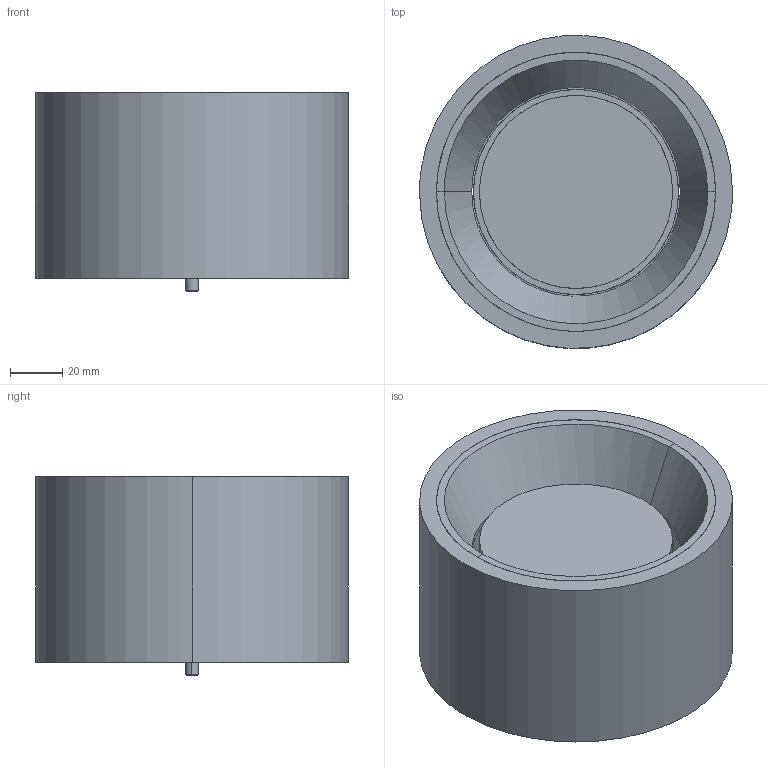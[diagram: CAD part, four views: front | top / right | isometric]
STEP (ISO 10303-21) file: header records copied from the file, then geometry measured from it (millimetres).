
FILE_DESCRIPTION(/* description */ (''),/* implementation_level */ '2;1');
FILE_NAME(/* name */ 'T077_Nasso_Rotonda',/* time_stamp */ '2023-09-19T12:30:52+02:00',/* author */ (''),/* organization */ (''),/* preprocessor_version */ 'ST-DEVELOPER v16.5',/* originating_system */ 'Rhino 7.20',/* authorisation */ '');
FILE_SCHEMA (('CONFIG_CONTROL_DESIGN'));
Length unit declared in the file: millimetre
Products named in the file (1): Document
Bounding box: 120 x 119.84 x 76 mm (x, y, z)
Volume: 536787.1 mm3; surface area: 135251.7 mm2
Topology: 21 solids, 21 shells, 330 faces, 720 edges, 464 vertices
Faces by surface type: plane 148, cylinder 138, bspline 44
Entity records: 8990 total; most frequent: CARTESIAN_POINT 4010, ORIENTED_EDGE 1438, EDGE_CURVE 719, VERTEX_POINT 462, EDGE_LOOP 395, ADVANCED_FACE 330, FACE_OUTER_BOUND 330, DIRECTION 288
